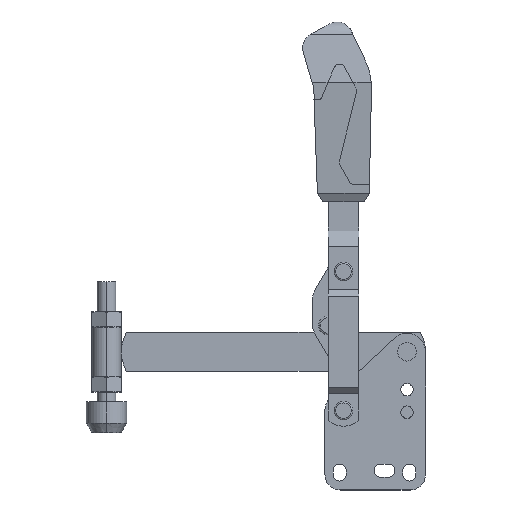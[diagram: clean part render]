
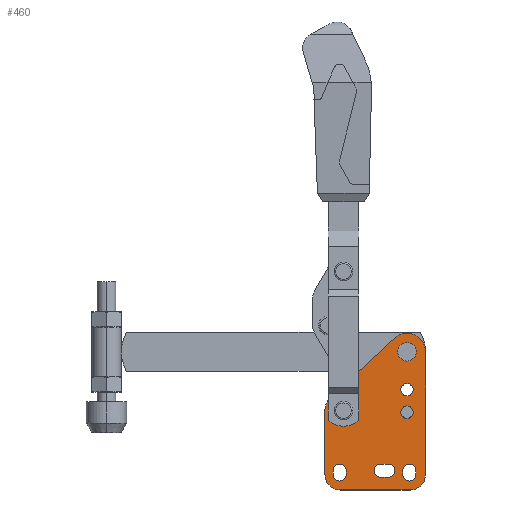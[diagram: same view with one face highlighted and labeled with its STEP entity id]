
A CAD part, top view. The second image highlights one B-rep face of the part: STEP entity #460.
In plain terms, the highlighted planar face has unit normal (0, 0, 1).
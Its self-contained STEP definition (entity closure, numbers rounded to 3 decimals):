
#460=ADVANCED_FACE('NONE',(#1217,#1218,#1219,#1220,#1221,#1222,#1223,#1224),#1225,.T.);
#1217=FACE_OUTER_BOUND('',#2330,.T.);
#1218=FACE_BOUND('',#2331,.T.);
#1219=FACE_BOUND('',#2332,.T.);
#1220=FACE_BOUND('',#2333,.T.);
#1221=FACE_BOUND('',#2334,.T.);
#1222=FACE_BOUND('',#2335,.T.);
#1223=FACE_BOUND('',#2336,.T.);
#1224=FACE_BOUND('',#2337,.T.);
#1225=PLANE('',#2338);
#2330=EDGE_LOOP('',(#3632,#3633,#3634,#3635,#3636,#3637,#3638,#3639));
#2331=EDGE_LOOP('',(#3640,#3641));
#2332=EDGE_LOOP('',(#3642,#3643));
#2333=EDGE_LOOP('',(#3644,#3645));
#2334=EDGE_LOOP('',(#3646,#3647,#3648,#3649));
#2335=EDGE_LOOP('',(#3650,#3651,#3652,#3653,#3654,#3655));
#2336=EDGE_LOOP('',(#3656,#3657));
#2337=EDGE_LOOP('',(#3658,#3659,#3660,#3661));
#2338=AXIS2_PLACEMENT_3D('',#3662,#3663,#3664);
#3632=ORIENTED_EDGE('',*,*,#6388,.T.);
#3633=ORIENTED_EDGE('',*,*,#6393,.T.);
#3634=ORIENTED_EDGE('',*,*,#6441,.T.);
#3635=ORIENTED_EDGE('',*,*,#6437,.T.);
#3636=ORIENTED_EDGE('',*,*,#6433,.T.);
#3637=ORIENTED_EDGE('',*,*,#6429,.T.);
#3638=ORIENTED_EDGE('',*,*,#6425,.T.);
#3639=ORIENTED_EDGE('',*,*,#6421,.T.);
#3640=ORIENTED_EDGE('',*,*,#6468,.T.);
#3641=ORIENTED_EDGE('',*,*,#6312,.T.);
#3642=ORIENTED_EDGE('',*,*,#6369,.T.);
#3643=ORIENTED_EDGE('',*,*,#6381,.T.);
#3644=ORIENTED_EDGE('',*,*,#6364,.T.);
#3645=ORIENTED_EDGE('',*,*,#6384,.T.);
#3646=ORIENTED_EDGE('',*,*,#6455,.F.);
#3647=ORIENTED_EDGE('',*,*,#6459,.F.);
#3648=ORIENTED_EDGE('',*,*,#6462,.F.);
#3649=ORIENTED_EDGE('',*,*,#6401,.F.);
#3650=ORIENTED_EDGE('',*,*,#6445,.F.);
#3651=ORIENTED_EDGE('',*,*,#6447,.F.);
#3652=ORIENTED_EDGE('',*,*,#6305,.F.);
#3653=ORIENTED_EDGE('',*,*,#6451,.F.);
#3654=ORIENTED_EDGE('',*,*,#6359,.F.);
#3655=ORIENTED_EDGE('',*,*,#6397,.F.);
#3656=ORIENTED_EDGE('',*,*,#6347,.F.);
#3657=ORIENTED_EDGE('',*,*,#6469,.F.);
#3658=ORIENTED_EDGE('',*,*,#6411,.F.);
#3659=ORIENTED_EDGE('',*,*,#6415,.F.);
#3660=ORIENTED_EDGE('',*,*,#6418,.F.);
#3661=ORIENTED_EDGE('',*,*,#6406,.F.);
#3662=CARTESIAN_POINT('',(-2.0,-41.2,10.0));
#3663=DIRECTION('',(0.0,0.0,1.0));
#3664=DIRECTION('',(1.0,0.0,0.0));
#6305=EDGE_CURVE('NONE',#7483,#7479,#7485,.T.);
#6312=EDGE_CURVE('NONE',#7496,#7497,#7498,.T.);
#6347=EDGE_CURVE('NONE',#7559,#7560,#7561,.T.);
#6359=EDGE_CURVE('NONE',#7580,#7582,#7583,.T.);
#6364=EDGE_CURVE('NONE',#7591,#7589,#7592,.T.);
#6369=EDGE_CURVE('NONE',#7600,#7598,#7601,.T.);
#6381=EDGE_CURVE('NONE',#7598,#7600,#7617,.T.);
#6384=EDGE_CURVE('NONE',#7589,#7591,#7620,.T.);
#6388=EDGE_CURVE('NONE',#7627,#7625,#7628,.T.);
#6393=EDGE_CURVE('NONE',#7625,#7633,#7635,.T.);
#6397=EDGE_CURVE('NONE',#7639,#7580,#7641,.T.);
#6401=EDGE_CURVE('NONE',#7646,#7648,#7649,.T.);
#6406=EDGE_CURVE('NONE',#7655,#7657,#7658,.T.);
#6411=EDGE_CURVE('NONE',#7663,#7655,#7665,.T.);
#6415=EDGE_CURVE('NONE',#7669,#7663,#7671,.T.);
#6418=EDGE_CURVE('NONE',#7657,#7669,#7674,.T.);
#6421=EDGE_CURVE('NONE',#7678,#7627,#7679,.T.);
#6425=EDGE_CURVE('NONE',#7684,#7678,#7685,.T.);
#6429=EDGE_CURVE('NONE',#7690,#7684,#7691,.T.);
#6433=EDGE_CURVE('NONE',#7696,#7690,#7697,.T.);
#6437=EDGE_CURVE('NONE',#7702,#7696,#7703,.T.);
#6441=EDGE_CURVE('NONE',#7633,#7702,#7707,.T.);
#6445=EDGE_CURVE('NONE',#7711,#7639,#7713,.T.);
#6447=EDGE_CURVE('NONE',#7479,#7711,#7715,.T.);
#6451=EDGE_CURVE('NONE',#7582,#7483,#7719,.T.);
#6455=EDGE_CURVE('NONE',#7723,#7646,#7725,.T.);
#6459=EDGE_CURVE('NONE',#7729,#7723,#7731,.T.);
#6462=EDGE_CURVE('NONE',#7648,#7729,#7734,.T.);
#6468=EDGE_CURVE('NONE',#7497,#7496,#7740,.T.);
#6469=EDGE_CURVE('NONE',#7560,#7559,#7741,.T.);
#7479=VERTEX_POINT('',#9183);
#7483=VERTEX_POINT('NONE',#9188);
#7485=CIRCLE('',#9191,4.25);
#7496=VERTEX_POINT('NONE',#9204);
#7497=VERTEX_POINT('NONE',#9205);
#7498=CIRCLE('',#9206,4.0);
#7559=VERTEX_POINT('NONE',#9281);
#7560=VERTEX_POINT('NONE',#9282);
#7561=CIRCLE('',#9283,4.0);
#7580=VERTEX_POINT('NONE',#9306);
#7582=VERTEX_POINT('NONE',#9309);
#7583=CIRCLE('',#9310,4.25);
#7589=VERTEX_POINT('NONE',#9317);
#7591=VERTEX_POINT('NONE',#9320);
#7592=CIRCLE('',#9321,4.0);
#7598=VERTEX_POINT('NONE',#9328);
#7600=VERTEX_POINT('NONE',#9331);
#7601=CIRCLE('',#9332,4.0);
#7617=CIRCLE('',#9351,4.0);
#7620=CIRCLE('',#9354,4.0);
#7625=VERTEX_POINT('NONE',#9360);
#7627=VERTEX_POINT('NONE',#9363);
#7628=LINE('',#9364,#9365);
#7633=VERTEX_POINT('NONE',#9371);
#7635=CIRCLE('',#9374,10.0);
#7639=VERTEX_POINT('NONE',#9378);
#7641=CIRCLE('',#9381,4.25);
#7646=VERTEX_POINT('NONE',#9386);
#7648=VERTEX_POINT('NONE',#9389);
#7649=CIRCLE('',#9390,4.25);
#7655=VERTEX_POINT('NONE',#9397);
#7657=VERTEX_POINT('NONE',#9400);
#7658=CIRCLE('',#9401,4.25);
#7663=VERTEX_POINT('NONE',#9408);
#7665=LINE('',#9411,#9412);
#7669=VERTEX_POINT('NONE',#9416);
#7671=CIRCLE('',#9419,4.25);
#7674=LINE('',#9423,#9424);
#7678=VERTEX_POINT('NONE',#9428);
#7679=CIRCLE('',#9429,12.0);
#7684=VERTEX_POINT('NONE',#9436);
#7685=LINE('',#9437,#9438);
#7690=VERTEX_POINT('NONE',#9444);
#7691=CIRCLE('',#9445,12.0);
#7696=VERTEX_POINT('NONE',#9452);
#7697=LINE('',#9453,#9454);
#7702=VERTEX_POINT('NONE',#9460);
#7703=CIRCLE('',#9461,10.0);
#7707=LINE('',#9467,#9468);
#7711=VERTEX_POINT('NONE',#9473);
#7713=LINE('',#9476,#9477);
#7715=CIRCLE('',#9479,4.25);
#7719=LINE('',#9484,#9485);
#7723=VERTEX_POINT('NONE',#9490);
#7725=LINE('',#9493,#9494);
#7729=VERTEX_POINT('NONE',#9498);
#7731=CIRCLE('',#9501,4.25);
#7734=LINE('',#9505,#9506);
#7740=CIRCLE('',#9512,4.0);
#7741=CIRCLE('',#9513,4.0);
#9183=CARTESIAN_POINT('',(33.25,-38.7,10.0));
#9188=CARTESIAN_POINT('',(29.0,-42.95,10.0));
#9191=AXIS2_PLACEMENT_3D('',#12403,#12404,#12405);
#9204=CARTESIAN_POINT('',(45.0,-1.0,10.0));
#9205=CARTESIAN_POINT('',(37.0,-1.0,10.0));
#9206=AXIS2_PLACEMENT_3D('',#12414,#12415,#12416);
#9281=CARTESIAN_POINT('',(37.0,38.0,10.0));
#9282=CARTESIAN_POINT('',(45.0,38.0,10.0));
#9283=AXIS2_PLACEMENT_3D('',#12470,#12471,#12472);
#9306=CARTESIAN_POINT('',(19.75,-38.7,10.0));
#9309=CARTESIAN_POINT('',(24.0,-42.95,10.0));
#9310=AXIS2_PLACEMENT_3D('',#12490,#12491,#12492);
#9317=CARTESIAN_POINT('',(4.0,0.0,10.0));
#9320=CARTESIAN_POINT('',(-4.0,0.0,10.0));
#9321=AXIS2_PLACEMENT_3D('',#12498,#12499,#12500);
#9328=CARTESIAN_POINT('',(45.0,13.5,10.0));
#9331=CARTESIAN_POINT('',(37.0,13.5,10.0));
#9332=AXIS2_PLACEMENT_3D('',#12506,#12507,#12508);
#9351=AXIS2_PLACEMENT_3D('',#12527,#12528,#12529);
#9354=AXIS2_PLACEMENT_3D('',#12533,#12534,#12535);
#9360=CARTESIAN_POINT('',(-12.0,-41.2,10.0));
#9363=CARTESIAN_POINT('',(-12.0,0.0,10.0));
#9364=CARTESIAN_POINT('',(-12.0,0.0,10.0));
#9365=VECTOR('',#12538,1000.0);
#9371=CARTESIAN_POINT('',(-2.0,-51.2,10.0));
#9374=AXIS2_PLACEMENT_3D('',#12544,#12545,#12546);
#9378=CARTESIAN_POINT('',(24.0,-34.45,10.0));
#9381=AXIS2_PLACEMENT_3D('',#12551,#12552,#12553);
#9386=CARTESIAN_POINT('',(-6.75,-41.2,10.0));
#9389=CARTESIAN_POINT('',(1.75,-41.2,10.0));
#9390=AXIS2_PLACEMENT_3D('',#12558,#12559,#12560);
#9397=CARTESIAN_POINT('',(38.25,-41.2,10.0));
#9400=CARTESIAN_POINT('',(46.75,-41.2,10.0));
#9401=AXIS2_PLACEMENT_3D('',#12566,#12567,#12568);
#9408=CARTESIAN_POINT('',(38.25,-38.7,10.0));
#9411=CARTESIAN_POINT('',(38.25,-38.7,10.0));
#9412=VECTOR('',#12572,1000.0);
#9416=CARTESIAN_POINT('',(46.75,-38.7,10.0));
#9419=AXIS2_PLACEMENT_3D('',#12577,#12578,#12579);
#9423=CARTESIAN_POINT('',(46.75,-41.2,10.0));
#9424=VECTOR('',#12581,1000.0);
#9428=CARTESIAN_POINT('',(-8.157,8.801,10.0));
#9429=AXIS2_PLACEMENT_3D('',#12585,#12586,#12587);
#9436=CARTESIAN_POINT('',(32.843,46.801,10.0));
#9437=CARTESIAN_POINT('',(32.843,46.801,10.0));
#9438=VECTOR('',#12590,1000.0);
#9444=CARTESIAN_POINT('',(53.0,38.0,10.0));
#9445=AXIS2_PLACEMENT_3D('',#12595,#12596,#12597);
#9452=CARTESIAN_POINT('',(53.0,-41.2,10.0));
#9453=CARTESIAN_POINT('',(53.0,-41.2,10.0));
#9454=VECTOR('',#12600,1000.0);
#9460=CARTESIAN_POINT('',(43.0,-51.2,10.0));
#9461=AXIS2_PLACEMENT_3D('',#12605,#12606,#12607);
#9467=CARTESIAN_POINT('',(-2.0,-51.2,10.0));
#9468=VECTOR('',#12610,1000.0);
#9473=CARTESIAN_POINT('',(29.0,-34.45,10.0));
#9476=CARTESIAN_POINT('',(29.0,-34.45,10.0));
#9477=VECTOR('',#12613,1000.0);
#9479=AXIS2_PLACEMENT_3D('',#12614,#12615,#12616);
#9484=CARTESIAN_POINT('',(24.0,-42.95,10.0));
#9485=VECTOR('',#12621,1000.0);
#9490=CARTESIAN_POINT('',(-6.75,-38.7,10.0));
#9493=CARTESIAN_POINT('',(-6.75,-38.7,10.0));
#9494=VECTOR('',#12624,1000.0);
#9498=CARTESIAN_POINT('',(1.75,-38.7,10.0));
#9501=AXIS2_PLACEMENT_3D('',#12629,#12630,#12631);
#9505=CARTESIAN_POINT('',(1.75,-41.2,10.0));
#9506=VECTOR('',#12633,1000.0);
#9512=AXIS2_PLACEMENT_3D('',#12643,#12644,#12645);
#9513=AXIS2_PLACEMENT_3D('',#12646,#12647,#12648);
#12403=CARTESIAN_POINT('',(29.0,-38.7,10.0));
#12404=DIRECTION('',(0.0,0.0,1.0));
#12405=DIRECTION('',(1.0,0.0,0.0));
#12414=CARTESIAN_POINT('',(41.0,-1.0,10.0));
#12415=DIRECTION('',(0.0,0.0,-1.0));
#12416=DIRECTION('',(1.0,0.0,0.0));
#12470=CARTESIAN_POINT('',(41.0,38.0,10.0));
#12471=DIRECTION('',(0.0,0.0,1.0));
#12472=DIRECTION('',(1.0,0.0,0.0));
#12490=CARTESIAN_POINT('',(24.0,-38.7,10.0));
#12491=DIRECTION('',(0.0,0.0,1.0));
#12492=DIRECTION('',(1.0,0.0,0.0));
#12498=CARTESIAN_POINT('',(0.0,0.0,10.0));
#12499=DIRECTION('',(0.0,0.0,-1.0));
#12500=DIRECTION('',(1.0,0.0,0.0));
#12506=CARTESIAN_POINT('',(41.0,13.5,10.0));
#12507=DIRECTION('',(0.0,0.0,-1.0));
#12508=DIRECTION('',(1.0,0.0,0.0));
#12527=CARTESIAN_POINT('',(41.0,13.5,10.0));
#12528=DIRECTION('',(0.0,0.0,-1.0));
#12529=DIRECTION('',(1.0,0.0,0.0));
#12533=CARTESIAN_POINT('',(0.0,0.0,10.0));
#12534=DIRECTION('',(0.0,0.0,-1.0));
#12535=DIRECTION('',(1.0,0.0,0.0));
#12538=DIRECTION('',(0.0,-1.0,0.0));
#12544=CARTESIAN_POINT('',(-2.0,-41.2,10.0));
#12545=DIRECTION('',(0.0,0.0,1.0));
#12546=DIRECTION('',(1.0,0.0,0.0));
#12551=CARTESIAN_POINT('',(24.0,-38.7,10.0));
#12552=DIRECTION('',(0.0,0.0,1.0));
#12553=DIRECTION('',(1.0,0.0,0.0));
#12558=CARTESIAN_POINT('',(-2.5,-41.2,10.0));
#12559=DIRECTION('',(0.0,0.0,1.0));
#12560=DIRECTION('',(1.0,0.0,0.0));
#12566=CARTESIAN_POINT('',(42.5,-41.2,10.0));
#12567=DIRECTION('',(0.0,0.0,1.0));
#12568=DIRECTION('',(1.0,0.0,0.0));
#12572=DIRECTION('',(0.0,-1.0,0.0));
#12577=CARTESIAN_POINT('',(42.5,-38.7,10.0));
#12578=DIRECTION('',(0.0,0.0,1.0));
#12579=DIRECTION('',(1.0,0.0,0.0));
#12581=DIRECTION('',(0.0,1.0,0.0));
#12585=CARTESIAN_POINT('',(0.0,0.0,10.0));
#12586=DIRECTION('',(0.0,0.0,1.0));
#12587=DIRECTION('',(1.0,0.0,0.0));
#12590=DIRECTION('',(-0.733,-0.68,0.0));
#12595=CARTESIAN_POINT('',(41.0,38.0,10.0));
#12596=DIRECTION('',(0.0,0.0,1.0));
#12597=DIRECTION('',(1.0,0.0,0.0));
#12600=DIRECTION('',(0.0,1.0,0.0));
#12605=CARTESIAN_POINT('',(43.0,-41.2,10.0));
#12606=DIRECTION('',(0.0,0.0,1.0));
#12607=DIRECTION('',(1.0,0.0,0.0));
#12610=DIRECTION('',(1.0,0.0,0.0));
#12613=DIRECTION('',(-1.0,0.0,0.0));
#12614=CARTESIAN_POINT('',(29.0,-38.7,10.0));
#12615=DIRECTION('',(0.0,0.0,1.0));
#12616=DIRECTION('',(1.0,0.0,0.0));
#12621=DIRECTION('',(1.0,0.0,0.0));
#12624=DIRECTION('',(0.0,-1.0,0.0));
#12629=CARTESIAN_POINT('',(-2.5,-38.7,10.0));
#12630=DIRECTION('',(0.0,0.0,1.0));
#12631=DIRECTION('',(1.0,0.0,0.0));
#12633=DIRECTION('',(0.0,1.0,0.0));
#12643=CARTESIAN_POINT('',(41.0,-1.0,10.0));
#12644=DIRECTION('',(0.0,0.0,-1.0));
#12645=DIRECTION('',(1.0,0.0,0.0));
#12646=CARTESIAN_POINT('',(41.0,38.0,10.0));
#12647=DIRECTION('',(0.0,0.0,1.0));
#12648=DIRECTION('',(1.0,0.0,0.0));
